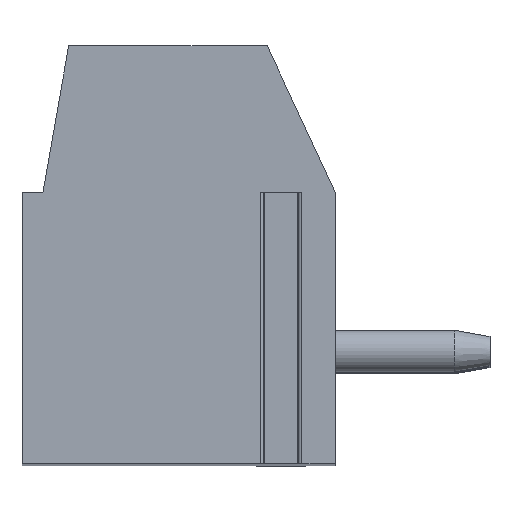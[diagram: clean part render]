
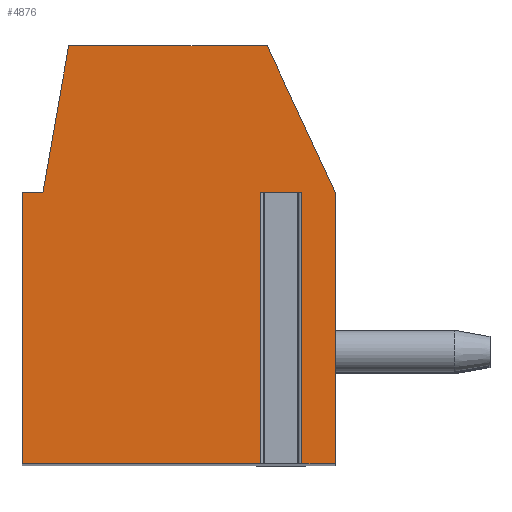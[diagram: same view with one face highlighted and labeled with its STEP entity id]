
A CAD part, top view. The second image highlights one B-rep face of the part: STEP entity #4876.
In plain terms, the highlighted planar face has unit normal (0, 0, 1).
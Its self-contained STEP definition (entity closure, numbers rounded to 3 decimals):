
#161=DIRECTION('',(-1.,0.,0.));
#162=VECTOR('',#161,0.996);
#163=CARTESIAN_POINT('',(2.948,1.5,27.5));
#164=LINE('',#163,#162);
#165=DIRECTION('',(0.,-1.,0.));
#166=VECTOR('',#165,6.5);
#167=CARTESIAN_POINT('',(1.952,1.5,27.5));
#168=LINE('',#167,#166);
#169=DIRECTION('',(1.,0.,0.));
#170=VECTOR('',#169,5.702);
#171=CARTESIAN_POINT('',(-3.75,-5.,27.5));
#172=LINE('',#171,#170);
#173=DIRECTION('',(0.,-1.,0.));
#174=VECTOR('',#173,6.5);
#175=CARTESIAN_POINT('',(-3.75,1.5,27.5));
#176=LINE('',#175,#174);
#177=DIRECTION('',(-1.,0.,0.));
#178=VECTOR('',#177,0.5);
#179=CARTESIAN_POINT('',(-3.25,1.5,27.5));
#180=LINE('',#179,#178);
#181=DIRECTION('',(-0.174,-0.985,0.));
#182=VECTOR('',#181,3.554);
#183=CARTESIAN_POINT('',(-2.633,5.,27.5));
#184=LINE('',#183,#182);
#185=DIRECTION('',(-1.,0.,0.));
#186=VECTOR('',#185,4.751);
#187=CARTESIAN_POINT('',(2.118,5.,27.5));
#188=LINE('',#187,#186);
#189=DIRECTION('',(-0.423,0.906,0.));
#190=VECTOR('',#189,3.862);
#191=CARTESIAN_POINT('',(3.75,1.5,27.5));
#192=LINE('',#191,#190);
#193=DIRECTION('',(0.,1.,0.));
#194=VECTOR('',#193,6.5);
#195=CARTESIAN_POINT('',(3.75,-5.,27.5));
#196=LINE('',#195,#194);
#197=DIRECTION('',(1.,0.,0.));
#198=VECTOR('',#197,0.802);
#199=CARTESIAN_POINT('',(2.948,-5.,27.5));
#200=LINE('',#199,#198);
#201=DIRECTION('',(0.,-1.,0.));
#202=VECTOR('',#201,6.5);
#203=CARTESIAN_POINT('',(2.948,1.5,27.5));
#204=LINE('',#203,#202);
#3727=CARTESIAN_POINT('',(3.75,-5.,27.5));
#3728=CARTESIAN_POINT('',(3.75,1.5,27.5));
#3729=VERTEX_POINT('',#3727);
#3730=VERTEX_POINT('',#3728);
#3731=CARTESIAN_POINT('',(2.118,5.,27.5));
#3732=VERTEX_POINT('',#3731);
#3733=CARTESIAN_POINT('',(-2.633,5.,27.5));
#3734=VERTEX_POINT('',#3733);
#3735=CARTESIAN_POINT('',(-3.25,1.5,27.5));
#3736=VERTEX_POINT('',#3735);
#3737=CARTESIAN_POINT('',(-3.75,1.5,27.5));
#3738=VERTEX_POINT('',#3737);
#3739=CARTESIAN_POINT('',(-3.75,-5.,27.5));
#3740=VERTEX_POINT('',#3739);
#3785=CARTESIAN_POINT('',(2.948,1.5,27.5));
#3786=CARTESIAN_POINT('',(1.952,1.5,27.5));
#3787=VERTEX_POINT('',#3785);
#3788=VERTEX_POINT('',#3786);
#3789=CARTESIAN_POINT('',(2.948,-5.,27.5));
#3790=VERTEX_POINT('',#3789);
#3791=CARTESIAN_POINT('',(1.952,-5.,27.5));
#3792=VERTEX_POINT('',#3791);
#4850=CARTESIAN_POINT('',(0.,0.,27.5));
#4851=DIRECTION('',(0.,0.,1.));
#4852=DIRECTION('',(1.,0.,0.));
#4853=AXIS2_PLACEMENT_3D('',#4850,#4851,#4852);
#4854=PLANE('',#4853);
#4856=ORIENTED_EDGE('',*,*,#4855,.T.);
#4858=ORIENTED_EDGE('',*,*,#4857,.T.);
#4859=ORIENTED_EDGE('',*,*,#4818,.F.);
#4861=ORIENTED_EDGE('',*,*,#4860,.F.);
#4863=ORIENTED_EDGE('',*,*,#4862,.F.);
#4865=ORIENTED_EDGE('',*,*,#4864,.F.);
#4867=ORIENTED_EDGE('',*,*,#4866,.F.);
#4869=ORIENTED_EDGE('',*,*,#4868,.F.);
#4871=ORIENTED_EDGE('',*,*,#4870,.F.);
#4872=ORIENTED_EDGE('',*,*,#4797,.F.);
#4873=ORIENTED_EDGE('',*,*,#4840,.F.);
#4874=EDGE_LOOP('',(#4856,#4858,#4859,#4861,#4863,#4865,#4867,#4869,#4871,#4872,
#4873));
#4875=FACE_OUTER_BOUND('',#4874,.F.);
#4797=EDGE_CURVE('',#3790,#3729,#200,.T.);
#4818=EDGE_CURVE('',#3740,#3792,#172,.T.);
#4840=EDGE_CURVE('',#3787,#3790,#204,.T.);
#4855=EDGE_CURVE('',#3787,#3788,#164,.T.);
#4857=EDGE_CURVE('',#3788,#3792,#168,.T.);
#4860=EDGE_CURVE('',#3738,#3740,#176,.T.);
#4862=EDGE_CURVE('',#3736,#3738,#180,.T.);
#4864=EDGE_CURVE('',#3734,#3736,#184,.T.);
#4866=EDGE_CURVE('',#3732,#3734,#188,.T.);
#4868=EDGE_CURVE('',#3730,#3732,#192,.T.);
#4870=EDGE_CURVE('',#3729,#3730,#196,.T.);
#4876=ADVANCED_FACE('',(#4875),#4854,.T.);
